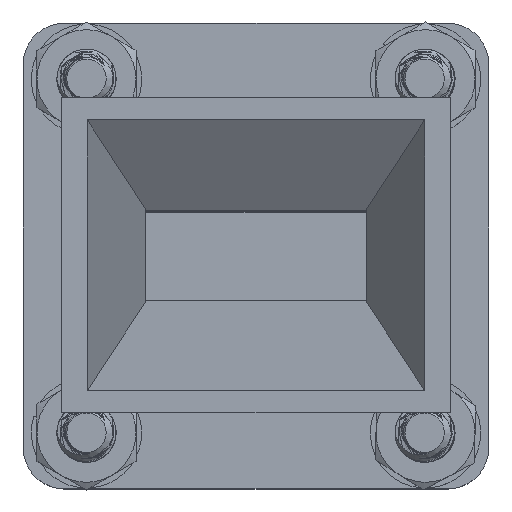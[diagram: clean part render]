
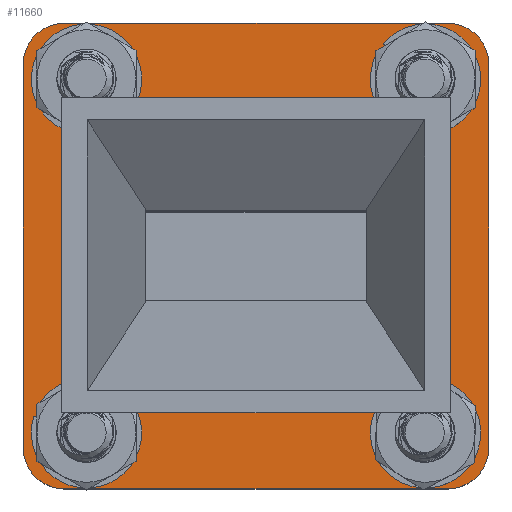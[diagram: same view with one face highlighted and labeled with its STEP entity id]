
A CAD part, top view. The second image highlights one B-rep face of the part: STEP entity #11660.
In plain terms, the highlighted planar face has unit normal (0, 0, 1).
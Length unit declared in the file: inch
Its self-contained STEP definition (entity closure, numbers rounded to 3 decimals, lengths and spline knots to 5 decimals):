
#23 = DIRECTION ( 'NONE',  ( 0., 0., -1. ) ) ;
#323 = EDGE_LOOP ( 'NONE', ( #9274, #5294, #25109, #7813, #22273, #5880, #20462, #14518 ) ) ;
#1003 = DIRECTION ( 'NONE',  ( 0., 0., 1. ) ) ;
#1020 = DIRECTION ( 'NONE',  ( -1., 0., 0. ) ) ;
#1021 = DIRECTION ( 'NONE',  ( 0., 0., -1. ) ) ;
#1089 = CARTESIAN_POINT ( 'NONE',  ( 0.44094, -0.3622, 1.69036 ) ) ;
#1895 = LINE ( 'NONE', #21362, #11012 ) ;
#2411 = EDGE_CURVE ( 'NONE', #20439, #20439, #14984, .T. ) ;
#3054 = FACE_BOUND ( 'NONE', #14246, .T. ) ;
#3099 = CARTESIAN_POINT ( 'NONE',  ( -0.14406, -0.26906, 1.69036 ) ) ;
#3125 = CARTESIAN_POINT ( 'NONE',  ( -0.40748, -0.32087, 1.69036 ) ) ;
#3247 = VERTEX_POINT ( 'NONE', #8864 ) ;
#3320 = ORIENTED_EDGE ( 'NONE', *, *, #13923, .T. ) ;
#3551 = CARTESIAN_POINT ( 'NONE',  ( 0.44094, -0.26906, 1.69036 ) ) ;
#3739 = LINE ( 'NONE', #17346, #11011 ) ;
#3750 = DIRECTION ( 'NONE',  ( -1., 0., 0. ) ) ;
#3769 = EDGE_CURVE ( 'NONE', #3247, #3247, #6795, .T. ) ;
#3809 = DIRECTION ( 'NONE',  ( 0., -1., 0. ) ) ;
#4570 = VERTEX_POINT ( 'NONE', #24358 ) ;
#4674 = EDGE_CURVE ( 'NONE', #20933, #20933, #9233, .T. ) ;
#4753 = ORIENTED_EDGE ( 'NONE', *, *, #14391, .T. ) ;
#4772 = CARTESIAN_POINT ( 'NONE',  ( 0.14406, 0.26906, 1.69036 ) ) ;
#4975 = FACE_BOUND ( 'NONE', #19337, .T. ) ;
#4999 = LINE ( 'NONE', #5118, #5737 ) ;
#5059 = CARTESIAN_POINT ( 'NONE',  ( -0.3622, 0.3622, 1.69036 ) ) ;
#5118 = CARTESIAN_POINT ( 'NONE',  ( -0.44094, 0.26906, 1.69036 ) ) ;
#5294 = ORIENTED_EDGE ( 'NONE', *, *, #19530, .T. ) ;
#5376 = DIRECTION ( 'NONE',  ( 0., 0., 1. ) ) ;
#5645 = DIRECTION ( 'NONE',  ( 0., 0., -1. ) ) ;
#5695 = VERTEX_POINT ( 'NONE', #4772 ) ;
#5702 = DIRECTION ( 'NONE',  ( 1., 0., 0. ) ) ;
#5737 = VECTOR ( 'NONE', #18731, 39.37008 ) ;
#5880 = ORIENTED_EDGE ( 'NONE', *, *, #17182, .T. ) ;
#6222 = EDGE_LOOP ( 'NONE', ( #20333, #9180, #3320, #4753 ) ) ;
#6372 = EDGE_CURVE ( 'NONE', #13202, #13202, #7461, .T. ) ;
#6442 = AXIS2_PLACEMENT_3D ( 'NONE', #22792, #5376, #24839 ) ;
#6650 = DIRECTION ( 'NONE',  ( 0., 0., 1. ) ) ;
#6717 = EDGE_CURVE ( 'NONE', #23398, #20723, #23290, .T. ) ;
#6727 = CARTESIAN_POINT ( 'NONE',  ( 0.3622, 0.44094, 1.69036 ) ) ;
#6795 = CIRCLE ( 'NONE', #8432, 0.07283 ) ;
#7406 = AXIS2_PLACEMENT_3D ( 'NONE', #13008, #12759, #16672 ) ;
#7461 = CIRCLE ( 'NONE', #24941, 0.07283 ) ;
#7813 = ORIENTED_EDGE ( 'NONE', *, *, #6717, .T. ) ;
#7959 = CARTESIAN_POINT ( 'NONE',  ( 0.14406, 0.26906, 1.69036 ) ) ;
#8432 = AXIS2_PLACEMENT_3D ( 'NONE', #21181, #5645, #3750 ) ;
#8864 = CARTESIAN_POINT ( 'NONE',  ( -0.40748, 0.32087, 1.69036 ) ) ;
#8924 = FACE_BOUND ( 'NONE', #11312, .T. ) ;
#9021 = VERTEX_POINT ( 'NONE', #18042 ) ;
#9173 = FACE_OUTER_BOUND ( 'NONE', #323, .T. ) ;
#9180 = ORIENTED_EDGE ( 'NONE', *, *, #19116, .T. ) ;
#9233 = CIRCLE ( 'NONE', #12498, 0.07283 ) ;
#9255 = LINE ( 'NONE', #15222, #16676 ) ;
#9274 = ORIENTED_EDGE ( 'NONE', *, *, #15726, .F. ) ;
#9706 = AXIS2_PLACEMENT_3D ( 'NONE', #19980, #1021, #12741 ) ;
#10233 = ORIENTED_EDGE ( 'NONE', *, *, #6372, .T. ) ;
#10490 = CARTESIAN_POINT ( 'NONE',  ( -0.3622, -0.3622, 1.69036 ) ) ;
#10571 = CARTESIAN_POINT ( 'NONE',  ( 0.3622, -0.3622, 1.69036 ) ) ;
#10600 = CIRCLE ( 'NONE', #20327, 0.07874 ) ;
#10836 = FACE_BOUND ( 'NONE', #6222, .T. ) ;
#11011 = VECTOR ( 'NONE', #25112, 39.37008 ) ;
#11012 = VECTOR ( 'NONE', #5702, 39.37008 ) ;
#11312 = EDGE_LOOP ( 'NONE', ( #17564 ) ) ;
#11381 = CIRCLE ( 'NONE', #13400, 0.07874 ) ;
#11660 = ADVANCED_FACE ( 'NONE', ( #4975, #8924, #3054, #14772, #10836, #9173 ), #20745, .F. ) ;
#11801 = VECTOR ( 'NONE', #15724, 39.37008 ) ;
#12498 = AXIS2_PLACEMENT_3D ( 'NONE', #18635, #18889, #13068 ) ;
#12741 = DIRECTION ( 'NONE',  ( -1., 0., 0. ) ) ;
#12759 = DIRECTION ( 'NONE',  ( 0., 0., -1. ) ) ;
#12848 = ORIENTED_EDGE ( 'NONE', *, *, #2411, .T. ) ;
#12860 = DIRECTION ( 'NONE',  ( 0., 0., 1. ) ) ;
#13008 = CARTESIAN_POINT ( 'NONE',  ( -0.44094, 0.26906, 1.69036 ) ) ;
#13055 = VECTOR ( 'NONE', #13551, 39.37008 ) ;
#13068 = DIRECTION ( 'NONE',  ( -1., 0., 0. ) ) ;
#13202 = VERTEX_POINT ( 'NONE', #20814 ) ;
#13400 = AXIS2_PLACEMENT_3D ( 'NONE', #5059, #1003, #14734 ) ;
#13453 = LINE ( 'NONE', #7959, #11801 ) ;
#13551 = DIRECTION ( 'NONE',  ( -1., 0., 0. ) ) ;
#13671 = LINE ( 'NONE', #21168, #13055 ) ;
#13923 = EDGE_CURVE ( 'NONE', #17941, #5695, #13453, .T. ) ;
#14246 = EDGE_LOOP ( 'NONE', ( #12848 ) ) ;
#14320 = EDGE_CURVE ( 'NONE', #23398, #24793, #13671, .T. ) ;
#14391 = EDGE_CURVE ( 'NONE', #5695, #22059, #3739, .T. ) ;
#14415 = DIRECTION ( 'NONE',  ( -1., 0., 0. ) ) ;
#14518 = ORIENTED_EDGE ( 'NONE', *, *, #17889, .T. ) ;
#14647 = VECTOR ( 'NONE', #18500, 39.37008 ) ;
#14734 = DIRECTION ( 'NONE',  ( -1., 0., 0. ) ) ;
#14772 = FACE_BOUND ( 'NONE', #21067, .T. ) ;
#14921 = EDGE_CURVE ( 'NONE', #22059, #22571, #9255, .T. ) ;
#14984 = CIRCLE ( 'NONE', #9706, 0.07283 ) ;
#15078 = CARTESIAN_POINT ( 'NONE',  ( -0.14406, 0.26906, 1.69036 ) ) ;
#15146 = LINE ( 'NONE', #3551, #15862 ) ;
#15191 = AXIS2_PLACEMENT_3D ( 'NONE', #10571, #12860, #1020 ) ;
#15222 = CARTESIAN_POINT ( 'NONE',  ( -0.44094, -0.26906, 1.69036 ) ) ;
#15724 = DIRECTION ( 'NONE',  ( 1., 0., 0. ) ) ;
#15726 = EDGE_CURVE ( 'NONE', #9021, #16691, #4999, .T. ) ;
#15862 = VECTOR ( 'NONE', #3809, 39.37008 ) ;
#16672 = DIRECTION ( 'NONE',  ( -1., 0., 0. ) ) ;
#16676 = VECTOR ( 'NONE', #24162, 39.37008 ) ;
#16691 = VERTEX_POINT ( 'NONE', #17143 ) ;
#17143 = CARTESIAN_POINT ( 'NONE',  ( -0.44094, 0.3622, 1.69036 ) ) ;
#17182 = EDGE_CURVE ( 'NONE', #21900, #21387, #19858, .T. ) ;
#17346 = CARTESIAN_POINT ( 'NONE',  ( 0.14406, -0.26906, 1.69036 ) ) ;
#17443 = CARTESIAN_POINT ( 'NONE',  ( 0.33465, -0.32087, 1.69036 ) ) ;
#17564 = ORIENTED_EDGE ( 'NONE', *, *, #3769, .T. ) ;
#17889 = EDGE_CURVE ( 'NONE', #4570, #16691, #11381, .T. ) ;
#17941 = VERTEX_POINT ( 'NONE', #18795 ) ;
#18021 = ORIENTED_EDGE ( 'NONE', *, *, #4674, .T. ) ;
#18042 = CARTESIAN_POINT ( 'NONE',  ( -0.44094, -0.3622, 1.69036 ) ) ;
#18500 = DIRECTION ( 'NONE',  ( 0., 1., 0. ) ) ;
#18635 = CARTESIAN_POINT ( 'NONE',  ( 0.33465, 0.32087, 1.69036 ) ) ;
#18731 = DIRECTION ( 'NONE',  ( 0., 1., 0. ) ) ;
#18795 = CARTESIAN_POINT ( 'NONE',  ( -0.14406, 0.26906, 1.69036 ) ) ;
#18889 = DIRECTION ( 'NONE',  ( 0., 0., -1. ) ) ;
#19116 = EDGE_CURVE ( 'NONE', #22571, #17941, #22435, .T. ) ;
#19337 = EDGE_LOOP ( 'NONE', ( #18021 ) ) ;
#19520 = CARTESIAN_POINT ( 'NONE',  ( 0.3622, -0.44094, 1.69036 ) ) ;
#19530 = EDGE_CURVE ( 'NONE', #9021, #24793, #10600, .T. ) ;
#19728 = EDGE_CURVE ( 'NONE', #4570, #21387, #1895, .T. ) ;
#19858 = CIRCLE ( 'NONE', #6442, 0.07874 ) ;
#19980 = CARTESIAN_POINT ( 'NONE',  ( -0.33465, -0.32087, 1.69036 ) ) ;
#20310 = CARTESIAN_POINT ( 'NONE',  ( 0.44094, 0.3622, 1.69036 ) ) ;
#20327 = AXIS2_PLACEMENT_3D ( 'NONE', #10490, #6650, #14415 ) ;
#20333 = ORIENTED_EDGE ( 'NONE', *, *, #14921, .T. ) ;
#20439 = VERTEX_POINT ( 'NONE', #3125 ) ;
#20462 = ORIENTED_EDGE ( 'NONE', *, *, #19728, .F. ) ;
#20516 = EDGE_CURVE ( 'NONE', #21900, #20723, #15146, .T. ) ;
#20683 = CARTESIAN_POINT ( 'NONE',  ( 0.26181, 0.32087, 1.69036 ) ) ;
#20723 = VERTEX_POINT ( 'NONE', #1089 ) ;
#20745 = PLANE ( 'NONE',  #7406 ) ;
#20814 = CARTESIAN_POINT ( 'NONE',  ( 0.26181, -0.32087, 1.69036 ) ) ;
#20933 = VERTEX_POINT ( 'NONE', #20683 ) ;
#21067 = EDGE_LOOP ( 'NONE', ( #10233 ) ) ;
#21168 = CARTESIAN_POINT ( 'NONE',  ( -0.44094, -0.44094, 1.69036 ) ) ;
#21181 = CARTESIAN_POINT ( 'NONE',  ( -0.33465, 0.32087, 1.69036 ) ) ;
#21362 = CARTESIAN_POINT ( 'NONE',  ( 0.14406, 0.44094, 1.69036 ) ) ;
#21387 = VERTEX_POINT ( 'NONE', #6727 ) ;
#21900 = VERTEX_POINT ( 'NONE', #20310 ) ;
#22059 = VERTEX_POINT ( 'NONE', #22332 ) ;
#22273 = ORIENTED_EDGE ( 'NONE', *, *, #20516, .F. ) ;
#22332 = CARTESIAN_POINT ( 'NONE',  ( 0.14406, -0.26906, 1.69036 ) ) ;
#22435 = LINE ( 'NONE', #15078, #14647 ) ;
#22571 = VERTEX_POINT ( 'NONE', #3099 ) ;
#22792 = CARTESIAN_POINT ( 'NONE',  ( 0.3622, 0.3622, 1.69036 ) ) ;
#23290 = CIRCLE ( 'NONE', #15191, 0.07874 ) ;
#23390 = CARTESIAN_POINT ( 'NONE',  ( -0.3622, -0.44094, 1.69036 ) ) ;
#23398 = VERTEX_POINT ( 'NONE', #19520 ) ;
#24162 = DIRECTION ( 'NONE',  ( -1., 0., 0. ) ) ;
#24358 = CARTESIAN_POINT ( 'NONE',  ( -0.3622, 0.44094, 1.69036 ) ) ;
#24793 = VERTEX_POINT ( 'NONE', #23390 ) ;
#24839 = DIRECTION ( 'NONE',  ( -1., 0., 0. ) ) ;
#24941 = AXIS2_PLACEMENT_3D ( 'NONE', #17443, #23, #25080 ) ;
#25080 = DIRECTION ( 'NONE',  ( -1., 0., 0. ) ) ;
#25109 = ORIENTED_EDGE ( 'NONE', *, *, #14320, .F. ) ;
#25112 = DIRECTION ( 'NONE',  ( 0., -1., 0. ) ) ;
